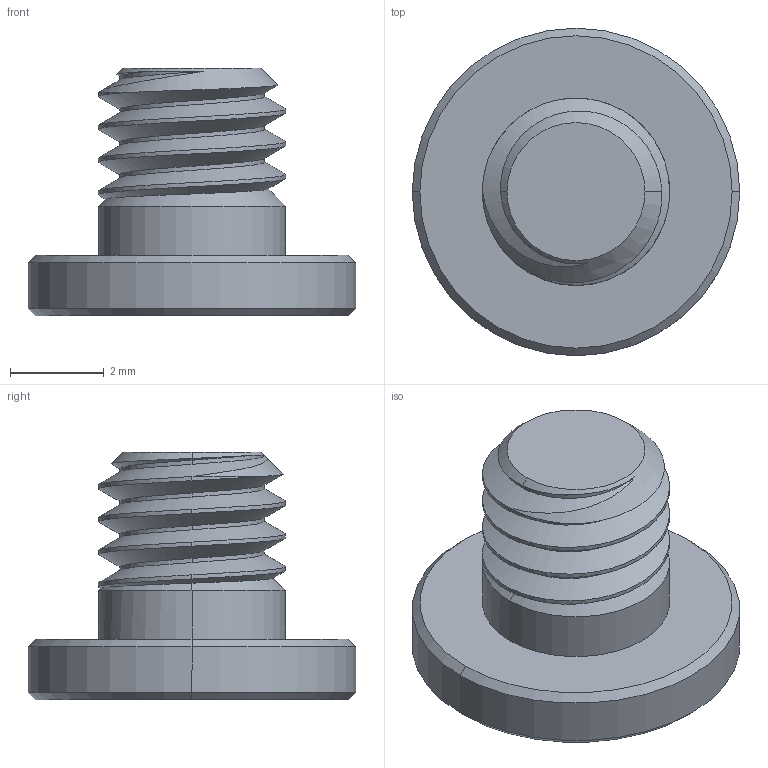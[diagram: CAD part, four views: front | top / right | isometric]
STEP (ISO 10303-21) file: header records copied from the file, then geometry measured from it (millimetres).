
FILE_DESCRIPTION (( 'STEP AP203' ), '1' );
FILE_NAME ('90358A126_Ultra-Low-Profile Socket Head Screw.STEP', '2022-05-09T20:32:28', ( 'Administrator' ), ( 'Managed by Terraform' ), 'SwSTEP 2.0', 'SolidWorks 2017', '' );
FILE_SCHEMA (( 'CONFIG_CONTROL_DESIGN' ));
Length unit declared in the file: millimetre
Products named in the file (1): 90358A126_Ultra-Low-Profile Socket Head Screw
Bounding box: 7 x 7 x 5.3 mm (x, y, z)
Volume: 86.4 mm3; surface area: 172.1 mm2
Topology: 1 solids, 1 shells, 47 faces, 110 edges, 67 vertices
Faces by surface type: cylinder 19, cone 16, plane 10, bspline 2
Entity records: 2012 total; most frequent: CARTESIAN_POINT 974, ORIENTED_EDGE 220, DIRECTION 181, EDGE_CURVE 110, AXIS2_PLACEMENT_3D 71, VERTEX_POINT 67, EDGE_LOOP 49, FACE_OUTER_BOUND 47
